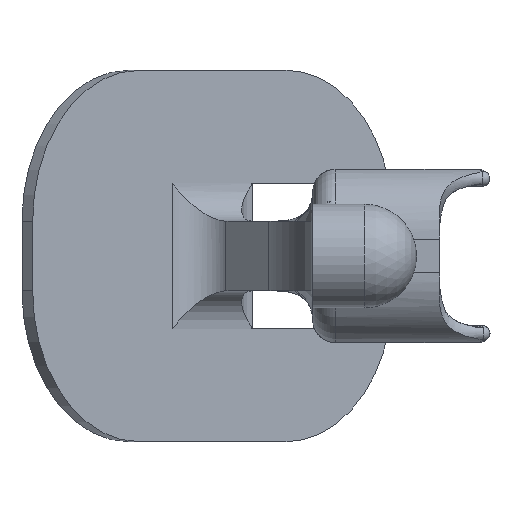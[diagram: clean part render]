
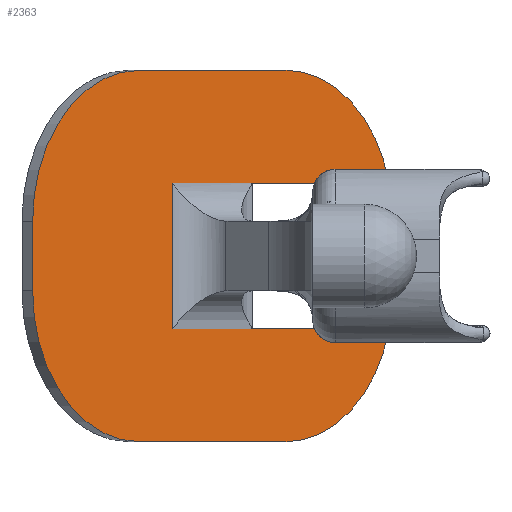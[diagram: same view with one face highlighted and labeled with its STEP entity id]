
A CAD part, front view. The second image highlights one B-rep face of the part: STEP entity #2363.
In plain terms, the highlighted planar face has unit normal (0.707, -0.707, 0).
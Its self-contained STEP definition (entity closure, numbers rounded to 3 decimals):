
#72=PLANE('',#2524);
#133=FACE_OUTER_BOUND('',#272,.T.);
#272=EDGE_LOOP('',(#1584,#1585,#1586,#1587,#1588,#1589,#1590,#1591,#1592,
#1593,#1594,#1595));
#496=CIRCLE('',#2525,20.);
#497=CIRCLE('',#2526,20.);
#498=CIRCLE('',#2527,20.);
#499=CIRCLE('',#2528,20.);
#597=LINE('',#3446,#768);
#599=LINE('',#3456,#770);
#603=LINE('',#3468,#774);
#606=LINE('',#3475,#777);
#609=LINE('',#3482,#780);
#610=LINE('',#3486,#781);
#611=LINE('',#3490,#782);
#612=LINE('',#3494,#783);
#768=VECTOR('',#2766,10.);
#770=VECTOR('',#2776,10.);
#774=VECTOR('',#2786,10.);
#777=VECTOR('',#2793,10.);
#780=VECTOR('',#2802,10.);
#781=VECTOR('',#2805,10.);
#782=VECTOR('',#2808,10.);
#783=VECTOR('',#2811,10.);
#941=VERTEX_POINT('',#3440);
#943=VERTEX_POINT('',#3444);
#947=VERTEX_POINT('',#3454);
#950=VERTEX_POINT('',#3464);
#952=VERTEX_POINT('',#3467);
#954=VERTEX_POINT('',#3474);
#956=VERTEX_POINT('',#3483);
#957=VERTEX_POINT('',#3485);
#958=VERTEX_POINT('',#3487);
#959=VERTEX_POINT('',#3489);
#960=VERTEX_POINT('',#3491);
#961=VERTEX_POINT('',#3493);
#1182=EDGE_CURVE('',#941,#943,#597,.T.);
#1187=EDGE_CURVE('',#947,#943,#599,.T.);
#1192=EDGE_CURVE('',#952,#950,#603,.T.);
#1196=EDGE_CURVE('',#952,#954,#606,.T.);
#1200=EDGE_CURVE('',#954,#947,#609,.T.);
#1201=EDGE_CURVE('',#956,#950,#496,.T.);
#1202=EDGE_CURVE('',#957,#956,#610,.T.);
#1203=EDGE_CURVE('',#958,#957,#497,.T.);
#1204=EDGE_CURVE('',#959,#958,#611,.T.);
#1205=EDGE_CURVE('',#960,#959,#498,.T.);
#1206=EDGE_CURVE('',#960,#961,#612,.T.);
#1207=EDGE_CURVE('',#941,#961,#499,.T.);
#1584=ORIENTED_EDGE('',*,*,#1182,.T.);
#1585=ORIENTED_EDGE('',*,*,#1187,.F.);
#1586=ORIENTED_EDGE('',*,*,#1200,.F.);
#1587=ORIENTED_EDGE('',*,*,#1196,.F.);
#1588=ORIENTED_EDGE('',*,*,#1192,.T.);
#1589=ORIENTED_EDGE('',*,*,#1201,.F.);
#1590=ORIENTED_EDGE('',*,*,#1202,.F.);
#1591=ORIENTED_EDGE('',*,*,#1203,.F.);
#1592=ORIENTED_EDGE('',*,*,#1204,.F.);
#1593=ORIENTED_EDGE('',*,*,#1205,.F.);
#1594=ORIENTED_EDGE('',*,*,#1206,.T.);
#1595=ORIENTED_EDGE('',*,*,#1207,.F.);
#2363=ADVANCED_FACE('',(#133),#72,.T.);
#2524=AXIS2_PLACEMENT_3D('',#3481,#2800,#2801);
#2525=AXIS2_PLACEMENT_3D('',#3484,#2803,#2804);
#2526=AXIS2_PLACEMENT_3D('',#3488,#2806,#2807);
#2527=AXIS2_PLACEMENT_3D('',#3492,#2809,#2810);
#2528=AXIS2_PLACEMENT_3D('',#3495,#2812,#2813);
#2766=DIRECTION('',(-0.707,-0.707,0.));
#2776=DIRECTION('',(0.707,0.707,0.));
#2786=DIRECTION('',(0.707,0.707,0.));
#2793=DIRECTION('',(-0.707,-0.707,0.));
#2800=DIRECTION('center_axis',(0.707,-0.707,0.));
#2801=DIRECTION('ref_axis',(-0.707,-0.707,0.));
#2802=DIRECTION('',(0.,0.,-1.));
#2803=DIRECTION('center_axis',(-0.707,0.707,0.));
#2804=DIRECTION('ref_axis',(0.5,0.5,0.707));
#2805=DIRECTION('',(0.707,0.707,0.));
#2806=DIRECTION('center_axis',(-0.707,0.707,0.));
#2807=DIRECTION('ref_axis',(-0.5,-0.5,0.707));
#2808=DIRECTION('',(0.,0.,1.));
#2809=DIRECTION('center_axis',(-0.707,0.707,0.));
#2810=DIRECTION('ref_axis',(-0.5,-0.5,-0.707));
#2811=DIRECTION('',(0.707,0.707,0.));
#2812=DIRECTION('center_axis',(-0.707,0.707,0.));
#2813=DIRECTION('ref_axis',(0.5,0.5,-0.707));
#3440=CARTESIAN_POINT('',(10.724,62.908,-19.877));
#3444=CARTESIAN_POINT('',(-7.388,44.796,-19.877));
#3446=CARTESIAN_POINT('',(7.638,59.822,-19.877));
#3454=CARTESIAN_POINT('',(-17.995,34.19,-19.877));
#3456=CARTESIAN_POINT('',(-4.326,47.858,-19.877));
#3464=CARTESIAN_POINT('',(10.724,62.908,-0.623));
#3467=CARTESIAN_POINT('',(-7.388,44.796,-0.623));
#3468=CARTESIAN_POINT('',(7.638,59.822,-0.623));
#3474=CARTESIAN_POINT('',(-17.995,34.19,-0.623));
#3475=CARTESIAN_POINT('',(-4.326,47.858,-0.623));
#3481=CARTESIAN_POINT('Origin',(4.102,56.286,1.257));
#3482=CARTESIAN_POINT('',(-17.995,34.19,1.257));
#3483=CARTESIAN_POINT('',(-2.969,49.215,14.377));
#3484=CARTESIAN_POINT('Origin',(-2.969,49.215,-5.623));
#3485=CARTESIAN_POINT('',(-22.414,29.77,14.377));
#3486=CARTESIAN_POINT('',(-29.485,22.699,14.377));
#3487=CARTESIAN_POINT('',(-36.556,15.628,-5.623));
#3488=CARTESIAN_POINT('Origin',(-22.414,29.77,-5.623));
#3489=CARTESIAN_POINT('',(-36.556,15.628,-14.877));
#3490=CARTESIAN_POINT('',(-36.556,15.628,1.257));
#3491=CARTESIAN_POINT('',(-22.414,29.77,-34.877));
#3492=CARTESIAN_POINT('Origin',(-22.414,29.77,-14.877));
#3493=CARTESIAN_POINT('',(-2.969,49.215,-34.877));
#3494=CARTESIAN_POINT('',(4.102,56.286,-34.877));
#3495=CARTESIAN_POINT('Origin',(-2.969,49.215,-14.877));
